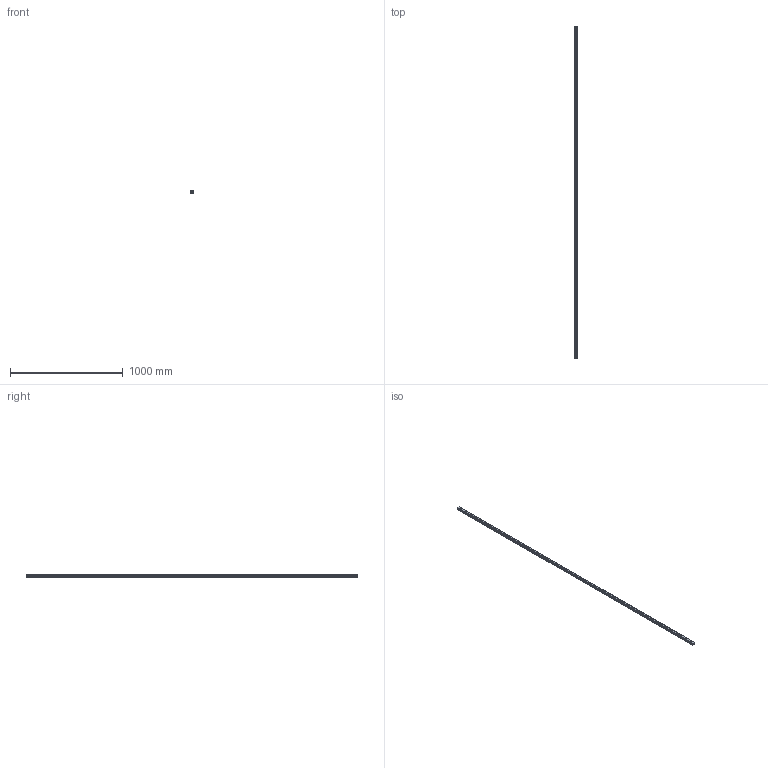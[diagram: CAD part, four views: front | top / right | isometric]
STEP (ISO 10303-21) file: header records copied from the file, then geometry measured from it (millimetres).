
FILE_DESCRIPTION(('STEP AP214'),'1');
FILE_NAME('cctmp_5FE36067-B7EC-44AD-B6ED-715B6E5A7C68_2020_5_28_14_55_46_14..stp','2020-05-28T12:55:46',('HIWIN GmbH'),('CADClick - www.CADClick.com'),'Spatial InterOp 3D',' ','unknown authorization');
FILE_SCHEMA(('AUTOMOTIVE_DESIGN'));
Length unit declared in the file: millimetre
Products named in the file (1): HGR25R2940H_FILE
Bounding box: 23 x 2940 x 22 mm (x, y, z)
Volume: 1222263.6 mm3; surface area: 302016.2 mm2
Topology: 1 solids, 1 shells, 699 faces, 1785 edges, 1190 vertices
Faces by surface type: plane 383, cylinder 316
Entity records: 27319 total; most frequent: DIRECTION 4209, CARTESIAN_POINT 3675, ORIENTED_EDGE 3570, EDGE_CURVE 1785, AXIS2_PLACEMENT_3D 1724, VERTEX_POINT 1190, CIRCLE 828, EDGE_LOOP 801
